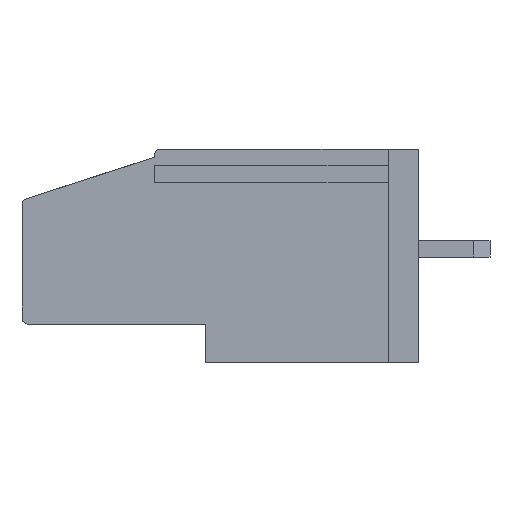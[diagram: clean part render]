
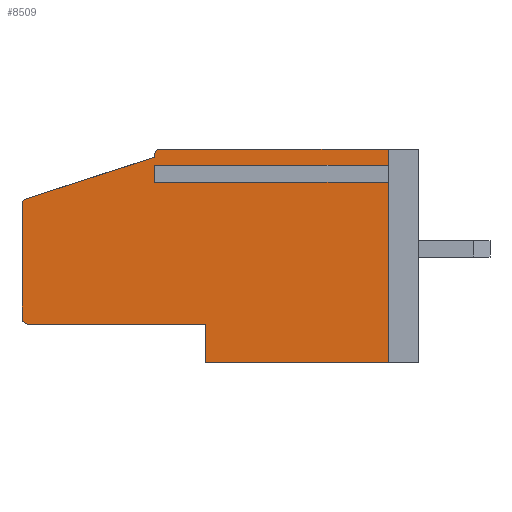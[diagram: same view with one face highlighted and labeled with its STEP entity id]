
A CAD part, left-side view. The second image highlights one B-rep face of the part: STEP entity #8509.
In plain terms, the highlighted planar face has unit normal (-1, 0, 0).
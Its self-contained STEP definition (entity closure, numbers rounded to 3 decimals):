
#420 = CARTESIAN_POINT ( 'NONE',  ( 0., 13., 10.1 ) ) ;
#973 = VECTOR ( 'NONE', #4591, 1000. ) ;
#1510 = VERTEX_POINT ( 'NONE', #420 ) ;
#1740 = EDGE_CURVE ( 'NONE', #1977, #9407, #31281, .T. ) ;
#1977 = VERTEX_POINT ( 'NONE', #29690 ) ;
#2341 = LINE ( 'NONE', #31311, #2757 ) ;
#2594 = VECTOR ( 'NONE', #2870, 1000. ) ;
#2757 = VECTOR ( 'NONE', #37345, 1000. ) ;
#2870 = DIRECTION ( 'NONE',  ( 0., -1., 0. ) ) ;
#3382 = EDGE_CURVE ( 'NONE', #17483, #25671, #37158, .T. ) ;
#3724 = CARTESIAN_POINT ( 'NONE',  ( 0., 19.2, 7.782 ) ) ;
#3851 = CARTESIAN_POINT ( 'NONE',  ( 0., 1.5, 10.5 ) ) ;
#4161 = VECTOR ( 'NONE', #13705, 1000. ) ;
#4363 = CARTESIAN_POINT ( 'NONE',  ( 0., 10.5, 0. ) ) ;
#4428 = CARTESIAN_POINT ( 'NONE',  ( 0., 10.5, 1.9 ) ) ;
#4591 = DIRECTION ( 'NONE',  ( 0., 0., -1. ) ) ;
#4736 = ORIENTED_EDGE ( 'NONE', *, *, #17020, .F. ) ;
#4809 = AXIS2_PLACEMENT_3D ( 'NONE', #3724, #12818, #21159 ) ;
#5171 = DIRECTION ( 'NONE',  ( 0., -1., 0. ) ) ;
#5270 = CARTESIAN_POINT ( 'NONE',  ( 0., 13., 10.1 ) ) ;
#5315 = CARTESIAN_POINT ( 'NONE',  ( 0., 12.7, 10.2 ) ) ;
#5933 = FACE_OUTER_BOUND ( 'NONE', #37303, .T. ) ;
#6505 = ORIENTED_EDGE ( 'NONE', *, *, #8047, .T. ) ;
#6511 = VERTEX_POINT ( 'NONE', #7603 ) ;
#6995 = EDGE_CURVE ( 'NONE', #17483, #29796, #29816, .T. ) ;
#7227 = ORIENTED_EDGE ( 'NONE', *, *, #12088, .F. ) ;
#7600 = DIRECTION ( 'NONE',  ( 0., 0., 1. ) ) ;
#7603 = CARTESIAN_POINT ( 'NONE',  ( 0., 19.292, 8.067 ) ) ;
#7662 = CARTESIAN_POINT ( 'NONE',  ( 0., 19.5, 2.2 ) ) ;
#7957 = LINE ( 'NONE', #19339, #20231 ) ;
#8047 = EDGE_CURVE ( 'NONE', #32160, #37320, #20344, .T. ) ;
#8235 = VERTEX_POINT ( 'NONE', #22209 ) ;
#8244 = CARTESIAN_POINT ( 'NONE',  ( 0., 19.5, 1.9 ) ) ;
#8509 = ADVANCED_FACE ( 'NONE', ( #5933 ), #19971, .F. ) ;
#8794 = ORIENTED_EDGE ( 'NONE', *, *, #6995, .F. ) ;
#8965 = CARTESIAN_POINT ( 'NONE',  ( 0., 19.5, 10.5 ) ) ;
#9030 = CARTESIAN_POINT ( 'NONE',  ( 0., 13., 10.2 ) ) ;
#9407 = VERTEX_POINT ( 'NONE', #10628 ) ;
#10070 = CARTESIAN_POINT ( 'NONE',  ( 0., 10.5, 1.9 ) ) ;
#10628 = CARTESIAN_POINT ( 'NONE',  ( 0., 1.5, 9.098 ) ) ;
#10817 = ORIENTED_EDGE ( 'NONE', *, *, #36751, .F. ) ;
#11231 = CARTESIAN_POINT ( 'NONE',  ( 0., 19.5, 10.5 ) ) ;
#11454 = DIRECTION ( 'NONE',  ( 0., 1., 0. ) ) ;
#12054 = ORIENTED_EDGE ( 'NONE', *, *, #31974, .F. ) ;
#12088 = EDGE_CURVE ( 'NONE', #22757, #1977, #7957, .T. ) ;
#12759 = ORIENTED_EDGE ( 'NONE', *, *, #25262, .F. ) ;
#12818 = DIRECTION ( 'NONE',  ( -1., 0., 0. ) ) ;
#12948 = EDGE_CURVE ( 'NONE', #6511, #29796, #32038, .T. ) ;
#13034 = AXIS2_PLACEMENT_3D ( 'NONE', #5315, #19907, #17054 ) ;
#13705 = DIRECTION ( 'NONE',  ( 0., 0., -1. ) ) ;
#13746 = VECTOR ( 'NONE', #28343, 1000. ) ;
#14447 = CARTESIAN_POINT ( 'NONE',  ( 0., 13., 9.502 ) ) ;
#14484 = DIRECTION ( 'NONE',  ( 0., -1., 0. ) ) ;
#14654 = VERTEX_POINT ( 'NONE', #15376 ) ;
#14688 = DIRECTION ( 'NONE',  ( 0., -1., 0. ) ) ;
#15376 = CARTESIAN_POINT ( 'NONE',  ( 0., 12.7, 10.5 ) ) ;
#15450 = LINE ( 'NONE', #3851, #973 ) ;
#16367 = VECTOR ( 'NONE', #7600, 1000. ) ;
#16936 = CARTESIAN_POINT ( 'NONE',  ( 0., 1.5, 10.5 ) ) ;
#17020 = EDGE_CURVE ( 'NONE', #6511, #1510, #2341, .T. ) ;
#17054 = DIRECTION ( 'NONE',  ( 0., 0., -1. ) ) ;
#17432 = LINE ( 'NONE', #23125, #4161 ) ;
#17483 = VERTEX_POINT ( 'NONE', #7662 ) ;
#17616 = ORIENTED_EDGE ( 'NONE', *, *, #31680, .F. ) ;
#17950 = DIRECTION ( 'NONE',  ( 0., 0., 1. ) ) ;
#19331 = ORIENTED_EDGE ( 'NONE', *, *, #22005, .F. ) ;
#19339 = CARTESIAN_POINT ( 'NONE',  ( 0., 13., 9.502 ) ) ;
#19362 = ORIENTED_EDGE ( 'NONE', *, *, #12948, .T. ) ;
#19527 = DIRECTION ( 'NONE',  ( 0., 0., -1. ) ) ;
#19907 = DIRECTION ( 'NONE',  ( -1., 0., 0. ) ) ;
#19971 = PLANE ( 'NONE',  #35139 ) ;
#20231 = VECTOR ( 'NONE', #19527, 1000. ) ;
#20266 = ORIENTED_EDGE ( 'NONE', *, *, #1740, .F. ) ;
#20344 = LINE ( 'NONE', #32447, #35092 ) ;
#20806 = CARTESIAN_POINT ( 'NONE',  ( 0., 19.2, 2.2 ) ) ;
#21159 = DIRECTION ( 'NONE',  ( 0., 0., -1. ) ) ;
#21463 = AXIS2_PLACEMENT_3D ( 'NONE', #20806, #23660, #31989 ) ;
#21739 = VERTEX_POINT ( 'NONE', #4428 ) ;
#22005 = EDGE_CURVE ( 'NONE', #36791, #8235, #17432, .T. ) ;
#22209 = CARTESIAN_POINT ( 'NONE',  ( 0., 1.5, 9.502 ) ) ;
#22227 = ORIENTED_EDGE ( 'NONE', *, *, #34170, .T. ) ;
#22629 = LINE ( 'NONE', #8244, #32500 ) ;
#22757 = VERTEX_POINT ( 'NONE', #35588 ) ;
#23125 = CARTESIAN_POINT ( 'NONE',  ( 0., 1.5, 10.5 ) ) ;
#23660 = DIRECTION ( 'NONE',  ( -1., 0., 0. ) ) ;
#24170 = VECTOR ( 'NONE', #17950, 1000. ) ;
#25262 = EDGE_CURVE ( 'NONE', #14654, #36791, #29357, .T. ) ;
#25671 = VERTEX_POINT ( 'NONE', #36522 ) ;
#26137 = LINE ( 'NONE', #14447, #33656 ) ;
#28343 = DIRECTION ( 'NONE',  ( 0., 0., 1. ) ) ;
#28442 = DIRECTION ( 'NONE',  ( 1., 0., 0. ) ) ;
#28776 = ORIENTED_EDGE ( 'NONE', *, *, #29050, .F. ) ;
#29050 = EDGE_CURVE ( 'NONE', #32160, #21739, #36181, .T. ) ;
#29279 = ORIENTED_EDGE ( 'NONE', *, *, #34921, .T. ) ;
#29357 = LINE ( 'NONE', #8965, #2594 ) ;
#29690 = CARTESIAN_POINT ( 'NONE',  ( 0., 13., 9.098 ) ) ;
#29796 = VERTEX_POINT ( 'NONE', #30398 ) ;
#29816 = LINE ( 'NONE', #35722, #24170 ) ;
#30398 = CARTESIAN_POINT ( 'NONE',  ( 0., 19.5, 7.782 ) ) ;
#31281 = LINE ( 'NONE', #36401, #36872 ) ;
#31311 = CARTESIAN_POINT ( 'NONE',  ( 0., 19.5, 8. ) ) ;
#31680 = EDGE_CURVE ( 'NONE', #1510, #35799, #36677, .T. ) ;
#31974 = EDGE_CURVE ( 'NONE', #21739, #25671, #22629, .T. ) ;
#31989 = DIRECTION ( 'NONE',  ( 0., 0., -1. ) ) ;
#32038 = CIRCLE ( 'NONE', #4809, 0.3 ) ;
#32160 = VERTEX_POINT ( 'NONE', #4363 ) ;
#32447 = CARTESIAN_POINT ( 'NONE',  ( 0., 19.5, 0. ) ) ;
#32500 = VECTOR ( 'NONE', #11454, 1000. ) ;
#33599 = CIRCLE ( 'NONE', #13034, 0.3 ) ;
#33656 = VECTOR ( 'NONE', #14688, 1000. ) ;
#33716 = ORIENTED_EDGE ( 'NONE', *, *, #3382, .T. ) ;
#33974 = DIRECTION ( 'NONE',  ( 0., 0., -1. ) ) ;
#34170 = EDGE_CURVE ( 'NONE', #14654, #35799, #33599, .T. ) ;
#34921 = EDGE_CURVE ( 'NONE', #22757, #8235, #26137, .T. ) ;
#35092 = VECTOR ( 'NONE', #14484, 1000. ) ;
#35139 = AXIS2_PLACEMENT_3D ( 'NONE', #11231, #28442, #33974 ) ;
#35588 = CARTESIAN_POINT ( 'NONE',  ( 0., 13., 9.502 ) ) ;
#35722 = CARTESIAN_POINT ( 'NONE',  ( 0., 19.5, 10.5 ) ) ;
#35799 = VERTEX_POINT ( 'NONE', #9030 ) ;
#36067 = CARTESIAN_POINT ( 'NONE',  ( 0., 1.5, 0. ) ) ;
#36181 = LINE ( 'NONE', #10070, #16367 ) ;
#36401 = CARTESIAN_POINT ( 'NONE',  ( 0., 13., 9.098 ) ) ;
#36522 = CARTESIAN_POINT ( 'NONE',  ( 0., 19.2, 1.9 ) ) ;
#36677 = LINE ( 'NONE', #5270, #13746 ) ;
#36751 = EDGE_CURVE ( 'NONE', #9407, #37320, #15450, .T. ) ;
#36791 = VERTEX_POINT ( 'NONE', #16936 ) ;
#36872 = VECTOR ( 'NONE', #5171, 1000. ) ;
#37158 = CIRCLE ( 'NONE', #21463, 0.3 ) ;
#37303 = EDGE_LOOP ( 'NONE', ( #8794, #33716, #12054, #28776, #6505, #10817, #20266, #7227, #29279, #19331, #12759, #22227, #17616, #4736, #19362 ) ) ;
#37320 = VERTEX_POINT ( 'NONE', #36067 ) ;
#37345 = DIRECTION ( 'NONE',  ( 0., -0.952, 0.307 ) ) ;
